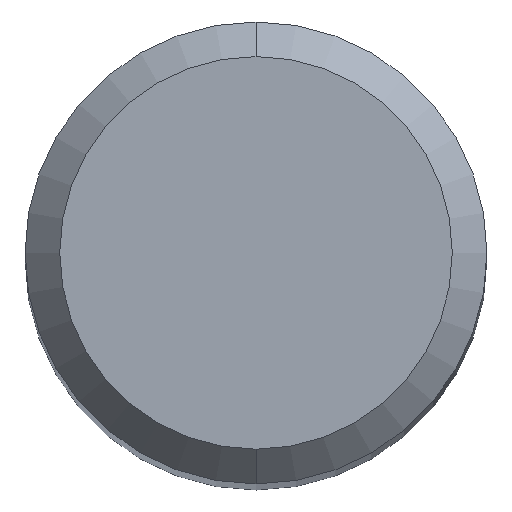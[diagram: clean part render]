
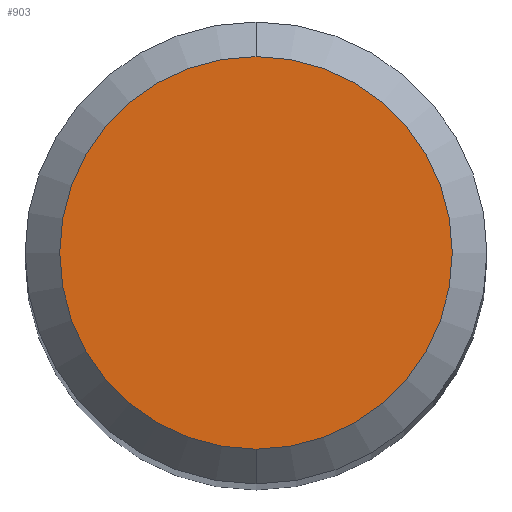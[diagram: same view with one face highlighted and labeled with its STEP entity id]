
A CAD part, top view. The second image highlights one B-rep face of the part: STEP entity #903.
In plain terms, the highlighted planar face has unit normal (0, 0, 1).
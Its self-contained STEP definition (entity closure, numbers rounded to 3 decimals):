
#903=ADVANCED_FACE('',(#1768),#1769,.T.);
#969=EDGE_CURVE('',#1131,#1011,#1839,.T.);
#1011=VERTEX_POINT('',#1884);
#1015=EDGE_CURVE('',#1011,#1131,#1888,.T.);
#1131=VERTEX_POINT('',#2015);
#1768=FACE_OUTER_BOUND('',#3922,.T.);
#1769=PLANE('',#3923);
#1839=CIRCLE('',#4361,1.7);
#1884=CARTESIAN_POINT('',(0.,-1.7,0.0));
#1888=CIRCLE('',#4446,1.7);
#2015=CARTESIAN_POINT('',(0.0,1.7,0.0));
#3922=EDGE_LOOP('',(#6443,#6444));
#3923=AXIS2_PLACEMENT_3D('',#6445,#6446,#6447);
#4361=AXIS2_PLACEMENT_3D('',#6496,#6497,#6498);
#4446=AXIS2_PLACEMENT_3D('',#6546,#6547,#6548);
#6443=ORIENTED_EDGE('',*,*,#969,.F.);
#6444=ORIENTED_EDGE('',*,*,#1015,.F.);
#6445=CARTESIAN_POINT('',(0.0,0.85,0.0));
#6446=DIRECTION('',(-0.0,0.0,1.0));
#6447=DIRECTION('',(0.0,-1.0,0.0));
#6496=CARTESIAN_POINT('',(0.0,0.0,0.0));
#6497=DIRECTION('',(0.0,0.0,-1.0));
#6498=DIRECTION('',(0.0,1.0,0.0));
#6546=CARTESIAN_POINT('',(0.0,0.0,0.0));
#6547=DIRECTION('',(0.0,0.0,-1.0));
#6548=DIRECTION('',(0.0,1.0,0.0));
